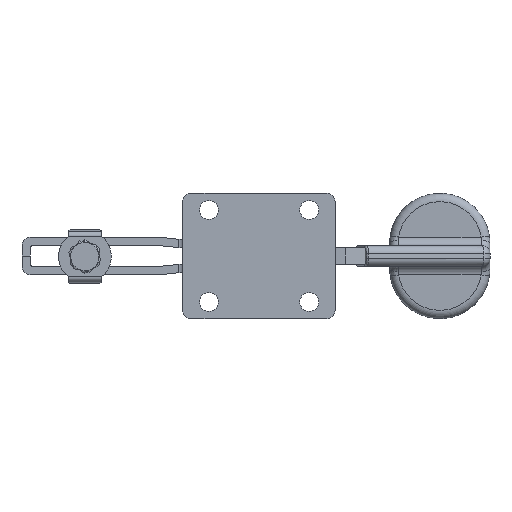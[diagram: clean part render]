
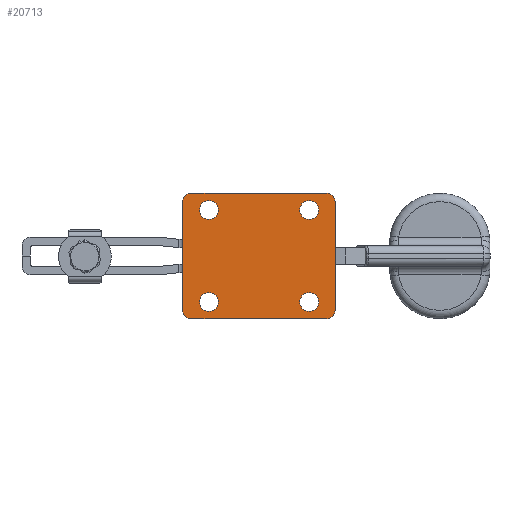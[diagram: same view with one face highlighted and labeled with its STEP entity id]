
A CAD part, front view. The second image highlights one B-rep face of the part: STEP entity #20713.
In plain terms, the highlighted planar face has unit normal (0, -1, 0).
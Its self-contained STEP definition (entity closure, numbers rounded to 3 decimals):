
#3935 = CIRCLE ( 'NONE', #19460, 2.25 ) ;
#3936 = CIRCLE ( 'NONE', #19461, 2.25 ) ;
#3937 = CIRCLE ( 'NONE', #19462, 2. ) ;
#3938 = LINE ( 'NONE', #5061, #3940 ) ;
#3939 = LINE ( 'NONE', #5083, #3943 ) ;
#3940 = VECTOR ( 'NONE', #5074, 1000. ) ;
#3941 = CIRCLE ( 'NONE', #19463, 2. ) ;
#3942 = CIRCLE ( 'NONE', #19464, 2. ) ;
#3943 = VECTOR ( 'NONE', #5081, 1000. ) ;
#3944 = LINE ( 'NONE', #5087, #3946 ) ;
#3945 = CIRCLE ( 'NONE', #19465, 2. ) ;
#3946 = VECTOR ( 'NONE', #5082, 1000. ) ;
#3947 = LINE ( 'NONE', #5092, #3949 ) ;
#3948 = CIRCLE ( 'NONE', #19467, 2.25 ) ;
#3949 = VECTOR ( 'NONE', #5088, 1000. ) ;
#3950 = CIRCLE ( 'NONE', #19466, 2.25 ) ;
#5061 = CARTESIAN_POINT ( 'NONE',  ( 0., 0., 0. ) ) ;
#5074 = DIRECTION ( 'NONE',  ( 0., 0., 1. ) ) ;
#5075 = CARTESIAN_POINT ( 'NONE',  ( 30.3, 0., 26. ) ) ;
#5076 = DIRECTION ( 'NONE',  ( 0., 1., 0. ) ) ;
#5077 = DIRECTION ( 'NONE',  ( 0., 0., 1. ) ) ;
#5078 = CARTESIAN_POINT ( 'NONE',  ( 6.3, 0., 4. ) ) ;
#5079 = DIRECTION ( 'NONE',  ( 0., 1., 0. ) ) ;
#5080 = DIRECTION ( 'NONE',  ( 0., 0., 1. ) ) ;
#5081 = DIRECTION ( 'NONE',  ( -1., 0., 0. ) ) ;
#5082 = DIRECTION ( 'NONE',  ( 0., 0., -1. ) ) ;
#5083 = CARTESIAN_POINT ( 'NONE',  ( 0., 0., 0. ) ) ;
#5084 = CARTESIAN_POINT ( 'NONE',  ( 2., 0., 2. ) ) ;
#5085 = DIRECTION ( 'NONE',  ( 0., -1., 0. ) ) ;
#5086 = DIRECTION ( 'NONE',  ( 0., 0., 1. ) ) ;
#5087 = CARTESIAN_POINT ( 'NONE',  ( 36.5, 0., 0. ) ) ;
#5088 = DIRECTION ( 'NONE',  ( 1., 0., 0. ) ) ;
#5089 = CARTESIAN_POINT ( 'NONE',  ( 34.5, 0., 2. ) ) ;
#5090 = DIRECTION ( 'NONE',  ( 0., -1., 0. ) ) ;
#5091 = DIRECTION ( 'NONE',  ( 0., 0., 1. ) ) ;
#5092 = CARTESIAN_POINT ( 'NONE',  ( 0., 0., 30. ) ) ;
#5094 = CARTESIAN_POINT ( 'NONE',  ( 34.5, 0., 28. ) ) ;
#5095 = DIRECTION ( 'NONE',  ( 0., -1., 0. ) ) ;
#5096 = DIRECTION ( 'NONE',  ( 0., 0., 1. ) ) ;
#5097 = CARTESIAN_POINT ( 'NONE',  ( 2., 0., 28. ) ) ;
#5098 = DIRECTION ( 'NONE',  ( 0., -1., 0. ) ) ;
#5099 = DIRECTION ( 'NONE',  ( 0., 0., 1. ) ) ;
#5100 = CARTESIAN_POINT ( 'NONE',  ( 30.3, 0., 4. ) ) ;
#5101 = DIRECTION ( 'NONE',  ( 0., 1., 0. ) ) ;
#5102 = DIRECTION ( 'NONE',  ( 0., 0., 1. ) ) ;
#5104 = CARTESIAN_POINT ( 'NONE',  ( 6.3, 0., 26. ) ) ;
#5105 = DIRECTION ( 'NONE',  ( 0., 1., 0. ) ) ;
#5106 = DIRECTION ( 'NONE',  ( 0., 0., 1. ) ) ;
#6116 = AXIS2_PLACEMENT_3D ( 'NONE', #12724, #12725, #12726 ) ;
#6118 = AXIS2_PLACEMENT_3D ( 'NONE', #12732, #12733, #12734 ) ;
#6180 = AXIS2_PLACEMENT_3D ( 'NONE', #13082, #13083, #13084 ) ;
#6247 = AXIS2_PLACEMENT_3D ( 'NONE', #13310, #13308, #13315 ) ;
#9809 = CARTESIAN_POINT ( 'NONE',  ( 6.3, 0., 23.75 ) ) ;
#9810 = CARTESIAN_POINT ( 'NONE',  ( 6.3, 0., 28.25 ) ) ;
#9813 = CARTESIAN_POINT ( 'NONE',  ( 30.3, 0., 23.75 ) ) ;
#9814 = CARTESIAN_POINT ( 'NONE',  ( 30.3, 0., 28.25 ) ) ;
#9817 = CARTESIAN_POINT ( 'NONE',  ( 30.3, 0., 1.75 ) ) ;
#9818 = CARTESIAN_POINT ( 'NONE',  ( 30.3, 0., 6.25 ) ) ;
#9821 = CARTESIAN_POINT ( 'NONE',  ( 6.3, 0., 1.75 ) ) ;
#9822 = CARTESIAN_POINT ( 'NONE',  ( 6.3, 0., 6.25 ) ) ;
#9824 = CARTESIAN_POINT ( 'NONE',  ( 0., 0., 2. ) ) ;
#9825 = CARTESIAN_POINT ( 'NONE',  ( 0., 0., 28. ) ) ;
#9832 = CARTESIAN_POINT ( 'NONE',  ( 36.5, 0., 28. ) ) ;
#9833 = CARTESIAN_POINT ( 'NONE',  ( 34.5, 0., 0. ) ) ;
#9834 = CARTESIAN_POINT ( 'NONE',  ( 2., 0., 0. ) ) ;
#9835 = CARTESIAN_POINT ( 'NONE',  ( 2., 0., 30. ) ) ;
#9836 = CARTESIAN_POINT ( 'NONE',  ( 36.5, 0., 2. ) ) ;
#9838 = CARTESIAN_POINT ( 'NONE',  ( 34.5, 0., 30. ) ) ;
#9887 = EDGE_CURVE ( 'NONE', #17135, #17136, #20617, .T. ) ;
#10756 = CIRCLE ( 'NONE', #6116, 2.25 ) ;
#10767 = CIRCLE ( 'NONE', #6118, 2.25 ) ;
#11170 = CIRCLE ( 'NONE', #6180, 2.25 ) ;
#11396 = FACE_BOUND ( 'NONE', #20429, .T. ) ;
#11398 = FACE_OUTER_BOUND ( 'NONE', #20261, .T. ) ;
#11400 = FACE_BOUND ( 'NONE', #20372, .T. ) ;
#11402 = FACE_BOUND ( 'NONE', #20577, .T. ) ;
#11403 = FACE_BOUND ( 'NONE', #20330, .T. ) ;
#12724 = CARTESIAN_POINT ( 'NONE',  ( 30.3, 0., 26. ) ) ;
#12725 = DIRECTION ( 'NONE',  ( 0., 1., 0. ) ) ;
#12726 = DIRECTION ( 'NONE',  ( 0., 0., 1. ) ) ;
#12732 = CARTESIAN_POINT ( 'NONE',  ( 6.3, 0., 26. ) ) ;
#12733 = DIRECTION ( 'NONE',  ( 0., 1., 0. ) ) ;
#12734 = DIRECTION ( 'NONE',  ( 0., 0., 1. ) ) ;
#13082 = CARTESIAN_POINT ( 'NONE',  ( 30.3, 0., 4. ) ) ;
#13083 = DIRECTION ( 'NONE',  ( 0., 1., 0. ) ) ;
#13084 = DIRECTION ( 'NONE',  ( 0., 0., 1. ) ) ;
#13308 = DIRECTION ( 'NONE',  ( 0., 1., 0. ) ) ;
#13310 = CARTESIAN_POINT ( 'NONE',  ( 0., 0., 0. ) ) ;
#13312 = PLANE ( 'NONE',  #6247 ) ;
#13315 = DIRECTION ( 'NONE',  ( 0., 0., 1. ) ) ;
#13817 = CARTESIAN_POINT ( 'NONE',  ( 6.3, 0., 4. ) ) ;
#13818 = DIRECTION ( 'NONE',  ( 0., 1., 0. ) ) ;
#13819 = DIRECTION ( 'NONE',  ( 0., 0., 1. ) ) ;
#14508 = ORIENTED_EDGE ( 'NONE', *, *, #18897, .T. ) ;
#14509 = ORIENTED_EDGE ( 'NONE', *, *, #16231, .T. ) ;
#14510 = ORIENTED_EDGE ( 'NONE', *, *, #9887, .T. ) ;
#14511 = ORIENTED_EDGE ( 'NONE', *, *, #16232, .T. ) ;
#14512 = ORIENTED_EDGE ( 'NONE', *, *, #16233, .F. ) ;
#14513 = ORIENTED_EDGE ( 'NONE', *, *, #16234, .T. ) ;
#14514 = ORIENTED_EDGE ( 'NONE', *, *, #16235, .F. ) ;
#14515 = ORIENTED_EDGE ( 'NONE', *, *, #16236, .T. ) ;
#14516 = ORIENTED_EDGE ( 'NONE', *, *, #16237, .F. ) ;
#14517 = ORIENTED_EDGE ( 'NONE', *, *, #16238, .T. ) ;
#14519 = ORIENTED_EDGE ( 'NONE', *, *, #16239, .F. ) ;
#14520 = ORIENTED_EDGE ( 'NONE', *, *, #16240, .T. ) ;
#14521 = ORIENTED_EDGE ( 'NONE', *, *, #19043, .T. ) ;
#14522 = ORIENTED_EDGE ( 'NONE', *, *, #16241, .T. ) ;
#14523 = ORIENTED_EDGE ( 'NONE', *, *, #18900, .T. ) ;
#14524 = ORIENTED_EDGE ( 'NONE', *, *, #16242, .T. ) ;
#16231 = EDGE_CURVE ( 'NONE', #17128, #17127, #3935, .T. ) ;
#16232 = EDGE_CURVE ( 'NONE', #17136, #17135, #3936, .T. ) ;
#16233 = EDGE_CURVE ( 'NONE', #17138, #17139, #3938, .T. ) ;
#16234 = EDGE_CURVE ( 'NONE', #17138, #17148, #3937, .T. ) ;
#16235 = EDGE_CURVE ( 'NONE', #17147, #17148, #3939, .T. ) ;
#16236 = EDGE_CURVE ( 'NONE', #17147, #17150, #3941, .T. ) ;
#16237 = EDGE_CURVE ( 'NONE', #17146, #17150, #3944, .T. ) ;
#16238 = EDGE_CURVE ( 'NONE', #17146, #17152, #3942, .T. ) ;
#16239 = EDGE_CURVE ( 'NONE', #17149, #17152, #3947, .T. ) ;
#16240 = EDGE_CURVE ( 'NONE', #17149, #17139, #3945, .T. ) ;
#16241 = EDGE_CURVE ( 'NONE', #17132, #17131, #3950, .T. ) ;
#16242 = EDGE_CURVE ( 'NONE', #17124, #17123, #3948, .T. ) ;
#17123 = VERTEX_POINT ( 'NONE', #9809 ) ;
#17124 = VERTEX_POINT ( 'NONE', #9810 ) ;
#17127 = VERTEX_POINT ( 'NONE', #9813 ) ;
#17128 = VERTEX_POINT ( 'NONE', #9814 ) ;
#17131 = VERTEX_POINT ( 'NONE', #9817 ) ;
#17132 = VERTEX_POINT ( 'NONE', #9818 ) ;
#17135 = VERTEX_POINT ( 'NONE', #9821 ) ;
#17136 = VERTEX_POINT ( 'NONE', #9822 ) ;
#17138 = VERTEX_POINT ( 'NONE', #9824 ) ;
#17139 = VERTEX_POINT ( 'NONE', #9825 ) ;
#17146 = VERTEX_POINT ( 'NONE', #9832 ) ;
#17147 = VERTEX_POINT ( 'NONE', #9833 ) ;
#17148 = VERTEX_POINT ( 'NONE', #9834 ) ;
#17149 = VERTEX_POINT ( 'NONE', #9835 ) ;
#17150 = VERTEX_POINT ( 'NONE', #9836 ) ;
#17152 = VERTEX_POINT ( 'NONE', #9838 ) ;
#18897 = EDGE_CURVE ( 'NONE', #17127, #17128, #10756, .T. ) ;
#18900 = EDGE_CURVE ( 'NONE', #17123, #17124, #10767, .T. ) ;
#19043 = EDGE_CURVE ( 'NONE', #17131, #17132, #11170, .T. ) ;
#19044 = AXIS2_PLACEMENT_3D ( 'NONE', #13817, #13818, #13819 ) ;
#19460 = AXIS2_PLACEMENT_3D ( 'NONE', #5075, #5076, #5077 ) ;
#19461 = AXIS2_PLACEMENT_3D ( 'NONE', #5078, #5079, #5080 ) ;
#19462 = AXIS2_PLACEMENT_3D ( 'NONE', #5084, #5085, #5086 ) ;
#19463 = AXIS2_PLACEMENT_3D ( 'NONE', #5089, #5090, #5091 ) ;
#19464 = AXIS2_PLACEMENT_3D ( 'NONE', #5094, #5095, #5096 ) ;
#19465 = AXIS2_PLACEMENT_3D ( 'NONE', #5097, #5098, #5099 ) ;
#19466 = AXIS2_PLACEMENT_3D ( 'NONE', #5100, #5101, #5102 ) ;
#19467 = AXIS2_PLACEMENT_3D ( 'NONE', #5104, #5105, #5106 ) ;
#20261 = EDGE_LOOP ( 'NONE', ( #14512, #14513, #14514, #14515, #14516, #14517, #14519, #14520 ) ) ;
#20330 = EDGE_LOOP ( 'NONE', ( #14510, #14511 ) ) ;
#20372 = EDGE_LOOP ( 'NONE', ( #14523, #14524 ) ) ;
#20429 = EDGE_LOOP ( 'NONE', ( #14508, #14509 ) ) ;
#20577 = EDGE_LOOP ( 'NONE', ( #14521, #14522 ) ) ;
#20617 = CIRCLE ( 'NONE', #19044, 2.25 ) ;
#20713 = ADVANCED_FACE ( 'NONE', ( #11396, #11403, #11398, #11402, #11400 ), #13312, .F. ) ;
